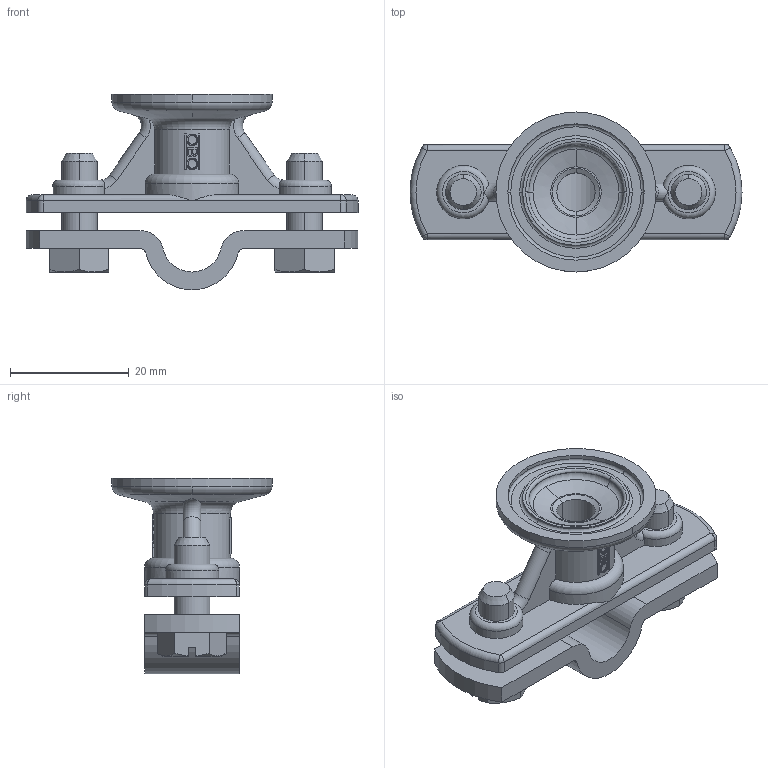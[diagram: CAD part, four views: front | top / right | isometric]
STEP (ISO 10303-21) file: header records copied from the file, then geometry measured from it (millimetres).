
FILE_DESCRIPTION(('Creo Elements/Direct Modeling STEP Export'),'2;1');
FILE_NAME('5230217.stp','2020-07-27T 9:42:04',(''),(''),'Creo Elements/Direct Modeling STEP processor for AP214 (Solid Model)','Creo Elements/Direct Modeling 18.0B 02-Dec-2011 (C) Parametric Technology GmbH','');
FILE_SCHEMA(('AUTOMOTIVE_DESIGN { 1 0 10303 214 1 1 1 1 }'));
Length unit declared in the file: millimetre
Products named in the file (4): Ueberleger; Unterteil_f_Leitungsstuetze; SKT-Schraube-M6x16_mit_Kombischlitz.1.1; Leitungshalter
Assembly tree (4 placements, depth 2):
  Leitungshalter
    SKT-Schraube-M6x16_mit_Kombischlitz.1.1  x2
    Unterteil_f_Leitungsstuetze
    Ueberleger
Bounding box: 56 x 27 x 33 mm (x, y, z)
Volume: 9408.6 mm3; surface area: 8152 mm2
Topology: 4 solids, 4 shells, 384 faces, 1056 edges, 692 vertices
Faces by surface type: plane 218, cylinder 70, cone 44, torus 24, bspline 16, extrusion 8, sphere 4
Entity records: 19389 total; most frequent: CARTESIAN_POINT 9918, ORIENTED_EDGE 1766, DIRECTION 1558, EDGE_CURVE 883, AXIS2_PLACEMENT_3D 594, VERTEX_POINT 584, VECTOR 370, LINE 358
